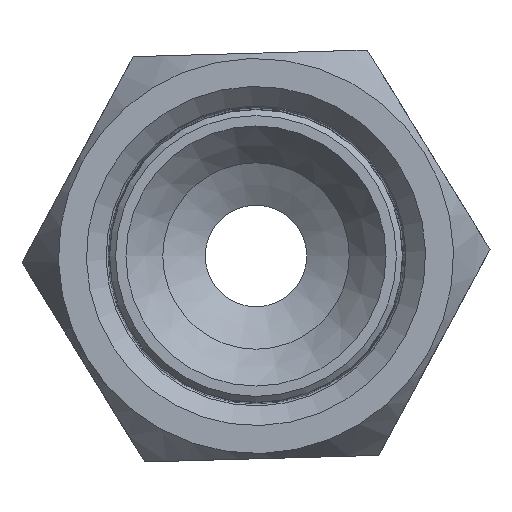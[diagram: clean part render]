
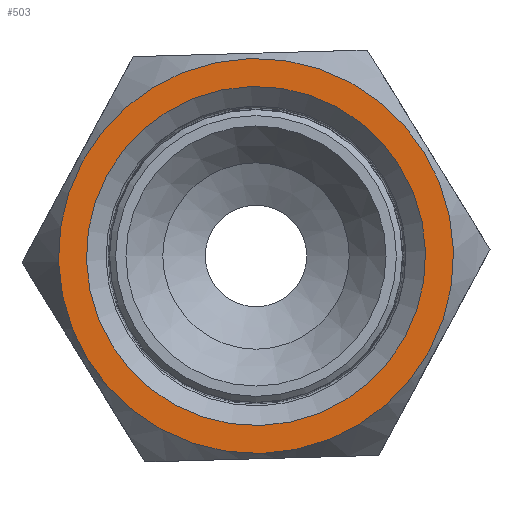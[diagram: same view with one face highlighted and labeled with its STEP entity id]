
A CAD part, left-side view. The second image highlights one B-rep face of the part: STEP entity #503.
In plain terms, the highlighted planar face has unit normal (-1, 0, 0).
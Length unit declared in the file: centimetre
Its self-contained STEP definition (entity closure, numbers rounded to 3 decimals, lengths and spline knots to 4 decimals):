
#74=FACE_BOUND('',#163,.T.);
#113=FACE_OUTER_BOUND('',#162,.T.);
#162=EDGE_LOOP('',(#388));
#163=EDGE_LOOP('',(#389));
#217=CIRCLE('',#545,0.7303);
#218=CIRCLE('',#548,0.8509);
#249=VERTEX_POINT('',#776);
#262=VERTEX_POINT('',#828);
#293=EDGE_CURVE('',#249,#249,#217,.T.);
#306=EDGE_CURVE('',#262,#262,#218,.T.);
#388=ORIENTED_EDGE('',*,*,#306,.T.);
#389=ORIENTED_EDGE('',*,*,#293,.T.);
#442=PLANE('',#555);
#503=ADVANCED_FACE('',(#113,#74),#442,.T.);
#545=AXIS2_PLACEMENT_3D('',#777,#635,#636);
#548=AXIS2_PLACEMENT_3D('',#829,#641,#642);
#555=AXIS2_PLACEMENT_3D('',#842,#661,#662);
#635=DIRECTION('center_axis',(1.,0.,0.));
#636=DIRECTION('ref_axis',(0.,-1.,0.028));
#641=DIRECTION('center_axis',(-1.,0.,0.));
#642=DIRECTION('ref_axis',(0.,1.,-0.028));
#661=DIRECTION('center_axis',(-1.,0.,0.));
#662=DIRECTION('ref_axis',(0.,0.028,1.));
#776=CARTESIAN_POINT('',(-1.0998,-0.73,0.0205));
#777=CARTESIAN_POINT('Origin',(-1.0998,0.,0.));
#828=CARTESIAN_POINT('',(-1.0998,0.8506,-0.0239));
#829=CARTESIAN_POINT('Origin',(-1.0998,0.,0.));
#842=CARTESIAN_POINT('Origin',(-1.0998,0.,0.));
